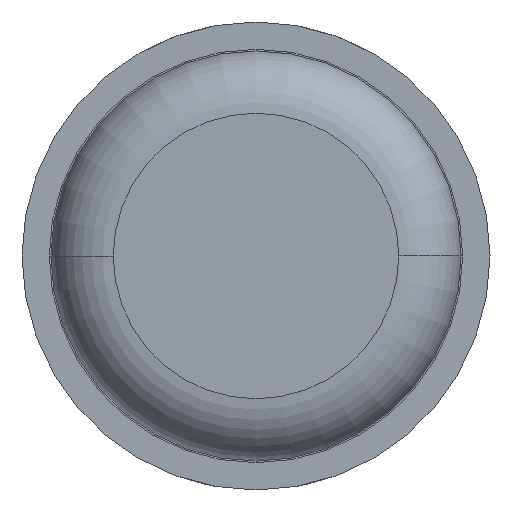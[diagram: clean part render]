
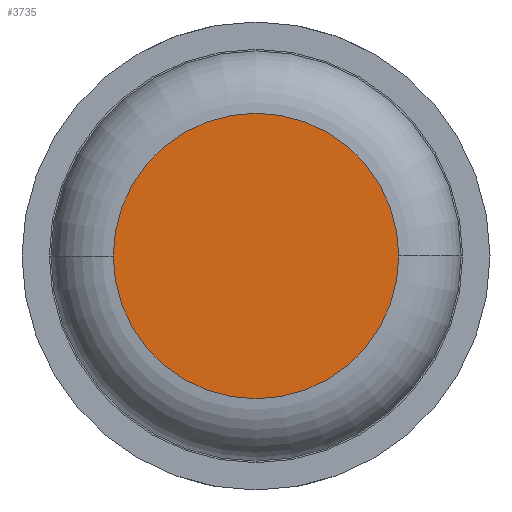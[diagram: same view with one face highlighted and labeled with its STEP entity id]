
A CAD part, front view. The second image highlights one B-rep face of the part: STEP entity #3735.
In plain terms, the highlighted planar face has unit normal (0, -1, 0).
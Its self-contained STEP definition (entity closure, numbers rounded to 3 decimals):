
#1 = CARTESIAN_POINT ( 'NONE',  ( 0., 0., 0. ) ) ;
#35 = EDGE_CURVE ( 'Defeature ausgef�hrt1_6+Defeature ausgef�hrt1_7+Defeature ausgef�hrt1_7+Defeature ausgef�hrt1_7', #1217, #1687, #2761, .T. ) ;
#164 = FACE_OUTER_BOUND ( 'NONE', #2500, .T. ) ;
#603 = AXIS2_PLACEMENT_3D ( 'NONE', #1626, #1941, #2273 ) ;
#908 = ORIENTED_EDGE ( 'NONE', *, *, #35, .T. ) ;
#961 = ORIENTED_EDGE ( 'NONE', *, *, #3711, .T. ) ;
#1024 = CIRCLE ( 'NONE', #603, 0.915 ) ;
#1217 = VERTEX_POINT ( 'NONE', #1599 ) ;
#1263 = AXIS2_PLACEMENT_3D ( 'NONE', #1, #1712, #3354 ) ;
#1599 = CARTESIAN_POINT ( 'NONE',  ( -0.915, 0., 0. ) ) ;
#1626 = CARTESIAN_POINT ( 'NONE',  ( 0., 0., 0. ) ) ;
#1687 = VERTEX_POINT ( 'NONE', #2571 ) ;
#1712 = DIRECTION ( 'NONE',  ( 0., 1., 0. ) ) ;
#1752 = CARTESIAN_POINT ( 'NONE',  ( 0., 0., 0. ) ) ;
#1840 = AXIS2_PLACEMENT_3D ( 'NONE', #1752, #1850, #2140 ) ;
#1850 = DIRECTION ( 'NONE',  ( 0., -1., 0. ) ) ;
#1941 = DIRECTION ( 'NONE',  ( 0., -1., 0. ) ) ;
#1958 = PLANE ( 'NONE',  #1263 ) ;
#2140 = DIRECTION ( 'NONE',  ( -1., 0., 0. ) ) ;
#2273 = DIRECTION ( 'NONE',  ( -1., 0., 0. ) ) ;
#2500 = EDGE_LOOP ( 'NONE', ( #908, #961 ) ) ;
#2571 = CARTESIAN_POINT ( 'NONE',  ( 0.915, 0., 0. ) ) ;
#2761 = CIRCLE ( 'NONE', #1840, 0.915 ) ;
#3354 = DIRECTION ( 'NONE',  ( -1., 0., 0. ) ) ;
#3711 = EDGE_CURVE ( 'Defeature ausgef�hrt1_6+Defeature ausgef�hrt1_7+Defeature ausgef�hrt1_7+Defeature ausgef�hrt1_7', #1687, #1217, #1024, .T. ) ;
#3735 = ADVANCED_FACE ( 'Defeature ausgef�hrt1_6', ( #164 ), #1958, .F. ) ;
